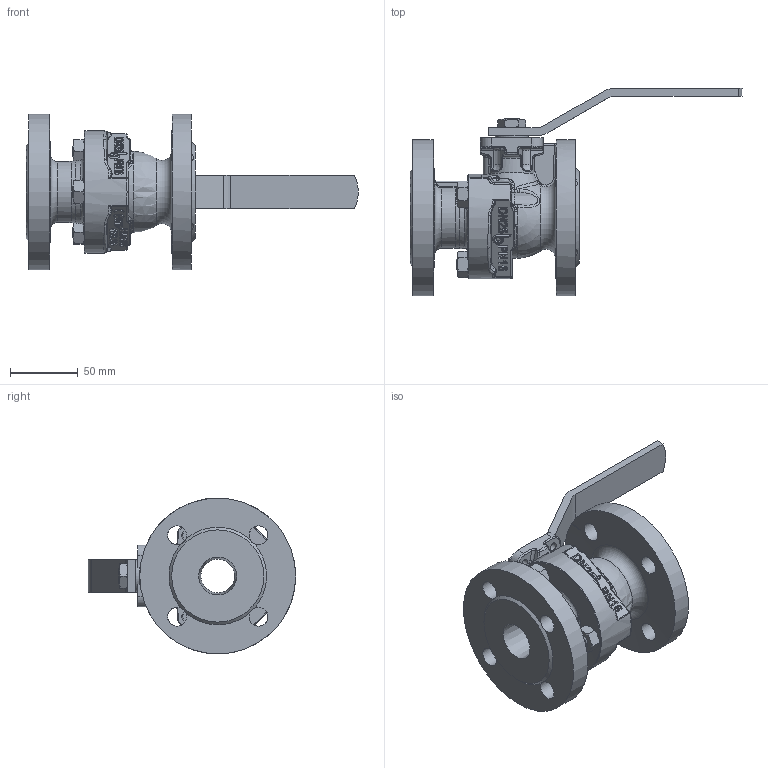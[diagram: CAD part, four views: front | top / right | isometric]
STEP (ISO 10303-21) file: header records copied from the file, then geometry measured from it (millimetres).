
FILE_DESCRIPTION( ( 'Unknown' ), '1' );
FILE_NAME( '4.170.025.stp', 'Unknown', ( 'Unknown' ), ( 'Unknown' ), 'PSStep 13.0', 'Unknown', ' ' );
FILE_SCHEMA( ( 'AUTOMOTIVE_DESIGN { 1 0 10303 214 1 1 1 1 }' ) );
Length unit declared in the file: millimetre
Products named in the file (2): Assem1; B2.DN025
Bounding box: 244.89 x 153 x 115 mm (x, y, z)
Volume: 1201806.1 mm3; surface area: 215763.5 mm2
Topology: 2 solids, 8 shells, 1964 faces, 5042 edges, 3108 vertices
Faces by surface type: bspline 748, plane 584, cylinder 338, cone 204, torus 64, sphere 26
Full cylindrical faces by diameter (mm): 6 x8, 8.5 x6, 10 x6, 11 x6, 14 x16, 23.5 x2, 24.1 x2, 25 x2, 115 x4
Entity records: 62847 total; most frequent: CARTESIAN_POINT 34550, ORIENTED_EDGE 4846, DIRECTION 3294, EDGE_CURVE 2423, VERTEX_POINT 1524, AXIS2_PLACEMENT_3D 1241, EDGE_LOOP 1088, FACE_OUTER_BOUND 1007
